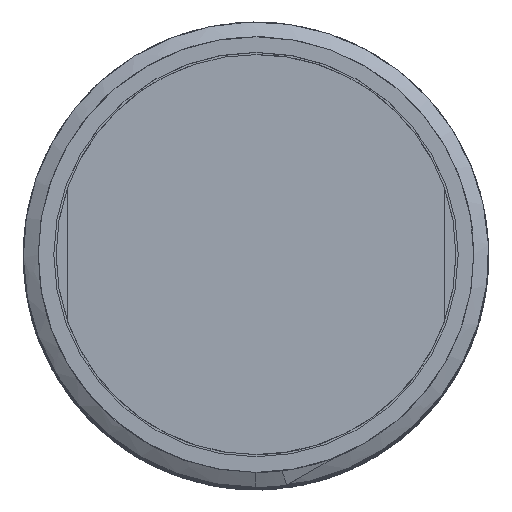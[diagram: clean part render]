
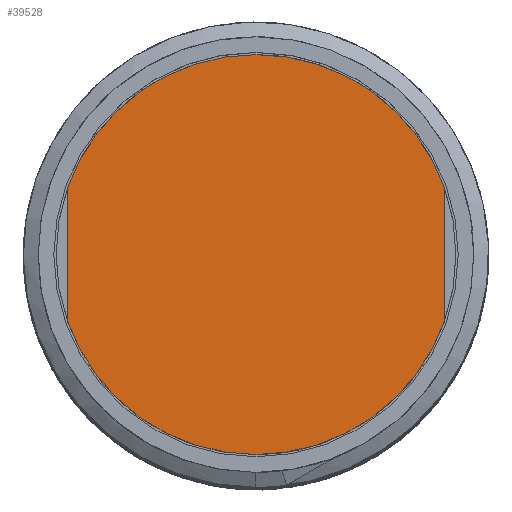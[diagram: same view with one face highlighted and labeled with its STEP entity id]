
A CAD part, top view. The second image highlights one B-rep face of the part: STEP entity #39528.
In plain terms, the highlighted planar face has unit normal (0, 0, 1).
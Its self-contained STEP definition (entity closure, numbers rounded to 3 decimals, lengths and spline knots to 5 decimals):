
#18522=CARTESIAN_POINT('',(0.,0.,0.));
#18523=DIRECTION('',(0.,0.,1.));
#18524=DIRECTION('',(0.,1.,0.));
#18525=AXIS2_PLACEMENT_3D('',#18522,#18523,#18524);
#18527=CARTESIAN_POINT('',(0.,0.,0.));
#18528=DIRECTION('',(0.,0.,1.));
#18529=DIRECTION('',(-0.942,-0.335,0.));
#18530=AXIS2_PLACEMENT_3D('',#18527,#18528,#18529);
#18568=CARTESIAN_POINT('',(0.,0.,0.));
#18569=DIRECTION('',(0.,0.,-1.));
#18570=DIRECTION('',(0.942,-0.335,0.));
#18571=AXIS2_PLACEMENT_3D('',#18568,#18569,#18570);
#18573=CARTESIAN_POINT('',(0.,0.,0.));
#18574=DIRECTION('',(0.,0.,-1.));
#18575=DIRECTION('',(0.,1.,0.));
#18576=AXIS2_PLACEMENT_3D('',#18573,#18574,#18575);
#18582=DIRECTION('',(0.,-1.,0.));
#18583=VECTOR('',#18582,0.20279);
#18584=CARTESIAN_POINT('',(0.285,0.1014,0.));
#18585=LINE('',#18584,#18583);
#18586=DIRECTION('',(0.,1.,0.));
#18587=VECTOR('',#18586,0.20279);
#18588=CARTESIAN_POINT('',(-0.285,-0.1014,0.));
#18589=LINE('',#18588,#18587);
#19227=CARTESIAN_POINT('',(0.285,0.1014,0.));
#19228=CARTESIAN_POINT('',(0.285,-0.1014,0.));
#19229=VERTEX_POINT('',#19227);
#19230=VERTEX_POINT('',#19228);
#19231=CARTESIAN_POINT('',(-0.285,-0.1014,0.));
#19232=CARTESIAN_POINT('',(-0.285,0.1014,0.));
#19233=VERTEX_POINT('',#19231);
#19234=VERTEX_POINT('',#19232);
#19243=CARTESIAN_POINT('',(0.,0.3025,0.));
#19244=VERTEX_POINT('',#19243);
#19245=CARTESIAN_POINT('',(0.,-0.3025,0.));
#19246=VERTEX_POINT('',#19245);
#39513=CARTESIAN_POINT('',(0.,0.,0.));
#39514=DIRECTION('',(0.,0.,1.));
#39515=DIRECTION('',(0.,-1.,0.));
#39516=AXIS2_PLACEMENT_3D('',#39513,#39514,#39515);
#39517=PLANE('',#39516);
#39519=ORIENTED_EDGE('',*,*,#39518,.T.);
#39520=ORIENTED_EDGE('',*,*,#39499,.T.);
#39521=ORIENTED_EDGE('',*,*,#39481,.F.);
#39523=ORIENTED_EDGE('',*,*,#39522,.T.);
#39524=ORIENTED_EDGE('',*,*,#39473,.F.);
#39525=ORIENTED_EDGE('',*,*,#39507,.T.);
#39526=EDGE_LOOP('',(#39519,#39520,#39521,#39523,#39524,#39525));
#39527=FACE_OUTER_BOUND('',#39526,.F.);
#39528=ADVANCED_FACE('',(#39527),#39517,.T.);
#18526=CIRCLE('',#18525,0.3025);
#18531=CIRCLE('',#18530,0.3025);
#18572=CIRCLE('',#18571,0.3025);
#18577=CIRCLE('',#18576,0.3025);
#39473=EDGE_CURVE('',#19244,#19234,#18526,.T.);
#39481=EDGE_CURVE('',#19233,#19246,#18531,.T.);
#39499=EDGE_CURVE('',#19230,#19246,#18572,.T.);
#39507=EDGE_CURVE('',#19244,#19229,#18577,.T.);
#39518=EDGE_CURVE('',#19229,#19230,#18585,.T.);
#39522=EDGE_CURVE('',#19233,#19234,#18589,.T.);
